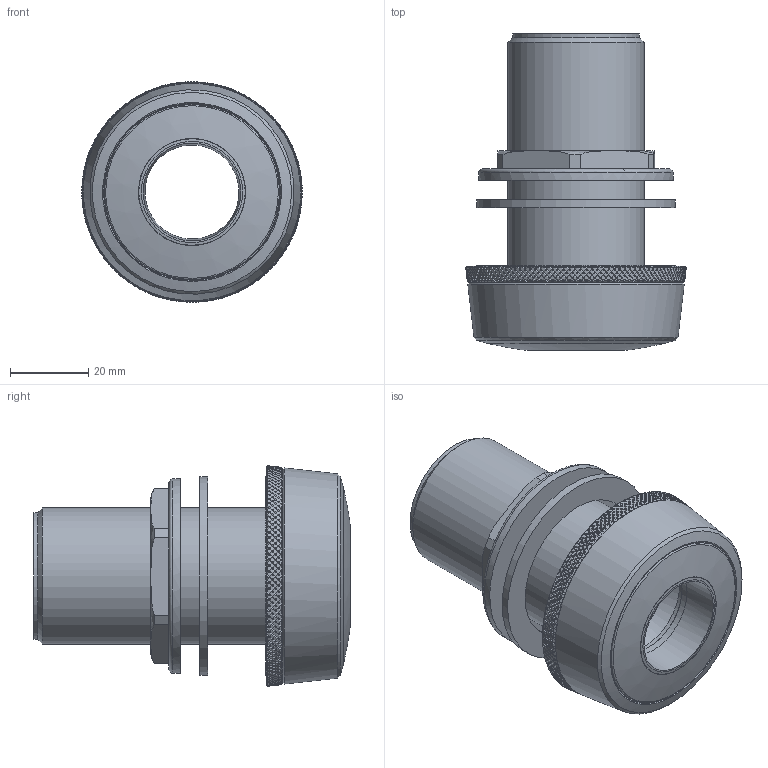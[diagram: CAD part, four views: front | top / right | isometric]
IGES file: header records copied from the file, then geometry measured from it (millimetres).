
Global section: file name: T1080; native system: Autodesk Inventor 2020; preprocessor: unknown; author: aprice; date: 20220315.095020; units: millimetre
Bounding box: 56.42 x 81 x 56.42 mm (x, y, z)
Volume: 71512.9 mm3; surface area: 38537.5 mm2
Topology: 7 solids, 7 shells, 3684 faces, 8024 edges, 4361 vertices
Faces by surface type: bspline 3684
